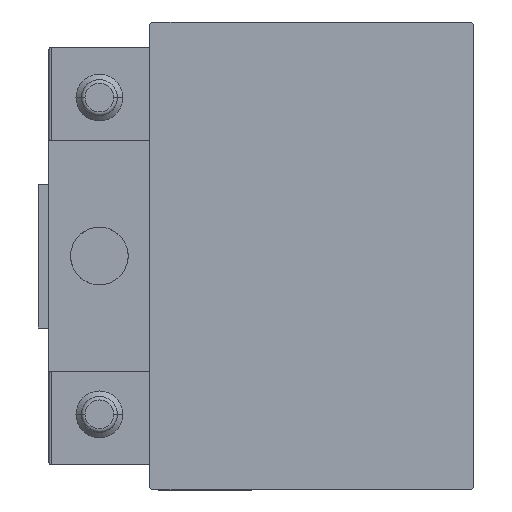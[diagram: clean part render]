
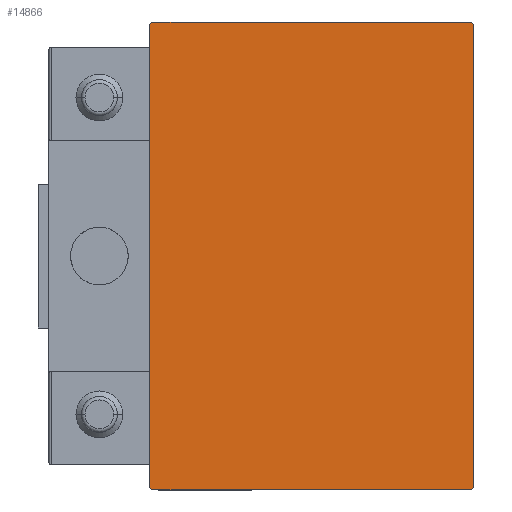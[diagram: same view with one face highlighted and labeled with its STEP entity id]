
A CAD part, left-side view. The second image highlights one B-rep face of the part: STEP entity #14866.
In plain terms, the highlighted face is planar.
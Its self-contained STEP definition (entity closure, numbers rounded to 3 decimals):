
#116 = LINE ( 'NONE', #45911, #17868 ) ;
#601 = CARTESIAN_POINT ( 'NONE',  ( 70., 22.5, 32.2 ) ) ;
#911 = CARTESIAN_POINT ( 'NONE',  ( 70., -27.35, 27.35 ) ) ;
#2681 = VERTEX_POINT ( 'NONE', #601 ) ;
#3137 = CARTESIAN_POINT ( 'NONE',  ( 70., -22.5, -32.5 ) ) ;
#3200 = AXIS2_PLACEMENT_3D ( 'NONE', #21928, #44848, #13551 ) ;
#3218 = VERTEX_POINT ( 'NONE', #18309 ) ;
#3295 = VERTEX_POINT ( 'NONE', #38165 ) ;
#3805 = VECTOR ( 'NONE', #3915, 1000. ) ;
#3915 = DIRECTION ( 'NONE',  ( 0., 0., 1. ) ) ;
#3943 = CARTESIAN_POINT ( 'NONE',  ( 70., -22.2, 32.5 ) ) ;
#5473 = EDGE_CURVE ( 'NONE', #2681, #48708, #25730, .T. ) ;
#5560 = EDGE_CURVE ( 'NONE', #48708, #12973, #46541, .T. ) ;
#6012 = EDGE_CURVE ( 'NONE', #3218, #2681, #34456, .T. ) ;
#6463 = ORIENTED_EDGE ( 'NONE', *, *, #10030, .T. ) ;
#6557 = CARTESIAN_POINT ( 'NONE',  ( 70., -22.5, -32.2 ) ) ;
#7017 = DIRECTION ( 'NONE',  ( 0., 0.707, -0.707 ) ) ;
#7090 = CARTESIAN_POINT ( 'NONE',  ( 70., 22.2, -32.5 ) ) ;
#9255 = EDGE_LOOP ( 'NONE', ( #10516, #10205, #20438, #39717, #16225, #6463, #40546, #24517 ) ) ;
#9300 = LINE ( 'NONE', #911, #11112 ) ;
#9894 = CARTESIAN_POINT ( 'NONE',  ( 70., -22.5, 32.5 ) ) ;
#10030 = EDGE_CURVE ( 'NONE', #12973, #3295, #9300, .T. ) ;
#10205 = ORIENTED_EDGE ( 'NONE', *, *, #26186, .T. ) ;
#10516 = ORIENTED_EDGE ( 'NONE', *, *, #14945, .T. ) ;
#11112 = VECTOR ( 'NONE', #48199, 1000. ) ;
#11859 = VECTOR ( 'NONE', #48621, 1000. ) ;
#12973 = VERTEX_POINT ( 'NONE', #3943 ) ;
#13452 = LINE ( 'NONE', #9894, #39767 ) ;
#13551 = DIRECTION ( 'NONE',  ( 0., 0., -1. ) ) ;
#14866 = ADVANCED_FACE ( 'NONE', ( #21681 ), #49142, .T. ) ;
#14945 = EDGE_CURVE ( 'NONE', #26298, #29899, #22679, .T. ) ;
#15256 = DIRECTION ( 'NONE',  ( 0., -1., 0. ) ) ;
#16225 = ORIENTED_EDGE ( 'NONE', *, *, #5560, .T. ) ;
#16515 = EDGE_CURVE ( 'NONE', #31146, #26298, #116, .T. ) ;
#16769 = VECTOR ( 'NONE', #15256, 1000. ) ;
#17868 = VECTOR ( 'NONE', #7017, 1000. ) ;
#18309 = CARTESIAN_POINT ( 'NONE',  ( 70., 22.5, -32.2 ) ) ;
#20438 = ORIENTED_EDGE ( 'NONE', *, *, #6012, .T. ) ;
#21681 = FACE_OUTER_BOUND ( 'NONE', #9255, .T. ) ;
#21928 = CARTESIAN_POINT ( 'NONE',  ( 70., 0., 0. ) ) ;
#22679 = LINE ( 'NONE', #3137, #41355 ) ;
#22902 = CARTESIAN_POINT ( 'NONE',  ( 70., 22.5, 32.5 ) ) ;
#23219 = CARTESIAN_POINT ( 'NONE',  ( 70., 22.5, -32.5 ) ) ;
#24517 = ORIENTED_EDGE ( 'NONE', *, *, #16515, .T. ) ;
#25730 = LINE ( 'NONE', #40754, #11859 ) ;
#26186 = EDGE_CURVE ( 'NONE', #29899, #3218, #44470, .T. ) ;
#26298 = VERTEX_POINT ( 'NONE', #49264 ) ;
#29899 = VERTEX_POINT ( 'NONE', #7090 ) ;
#31146 = VERTEX_POINT ( 'NONE', #6557 ) ;
#34456 = LINE ( 'NONE', #23219, #3805 ) ;
#36090 = CARTESIAN_POINT ( 'NONE',  ( 70., 27.35, -27.35 ) ) ;
#36651 = EDGE_CURVE ( 'NONE', #3295, #31146, #13452, .T. ) ;
#36845 = DIRECTION ( 'NONE',  ( 0., 0.707, 0.707 ) ) ;
#38165 = CARTESIAN_POINT ( 'NONE',  ( 70., -22.5, 32.2 ) ) ;
#38226 = DIRECTION ( 'NONE',  ( 0., 1., 0. ) ) ;
#39717 = ORIENTED_EDGE ( 'NONE', *, *, #5473, .T. ) ;
#39767 = VECTOR ( 'NONE', #40676, 1000. ) ;
#40546 = ORIENTED_EDGE ( 'NONE', *, *, #36651, .T. ) ;
#40676 = DIRECTION ( 'NONE',  ( 0., 0., -1. ) ) ;
#40754 = CARTESIAN_POINT ( 'NONE',  ( 70., 27.35, 27.35 ) ) ;
#41355 = VECTOR ( 'NONE', #38226, 1000. ) ;
#43053 = CARTESIAN_POINT ( 'NONE',  ( 70., 22.2, 32.5 ) ) ;
#44086 = VECTOR ( 'NONE', #36845, 1000. ) ;
#44470 = LINE ( 'NONE', #36090, #44086 ) ;
#44848 = DIRECTION ( 'NONE',  ( 1., 0., 0. ) ) ;
#45911 = CARTESIAN_POINT ( 'NONE',  ( 70., -27.35, -27.35 ) ) ;
#46541 = LINE ( 'NONE', #22902, #16769 ) ;
#48199 = DIRECTION ( 'NONE',  ( 0., -0.707, -0.707 ) ) ;
#48621 = DIRECTION ( 'NONE',  ( 0., -0.707, 0.707 ) ) ;
#48708 = VERTEX_POINT ( 'NONE', #43053 ) ;
#49142 = PLANE ( 'NONE',  #3200 ) ;
#49264 = CARTESIAN_POINT ( 'NONE',  ( 70., -22.2, -32.5 ) ) ;
